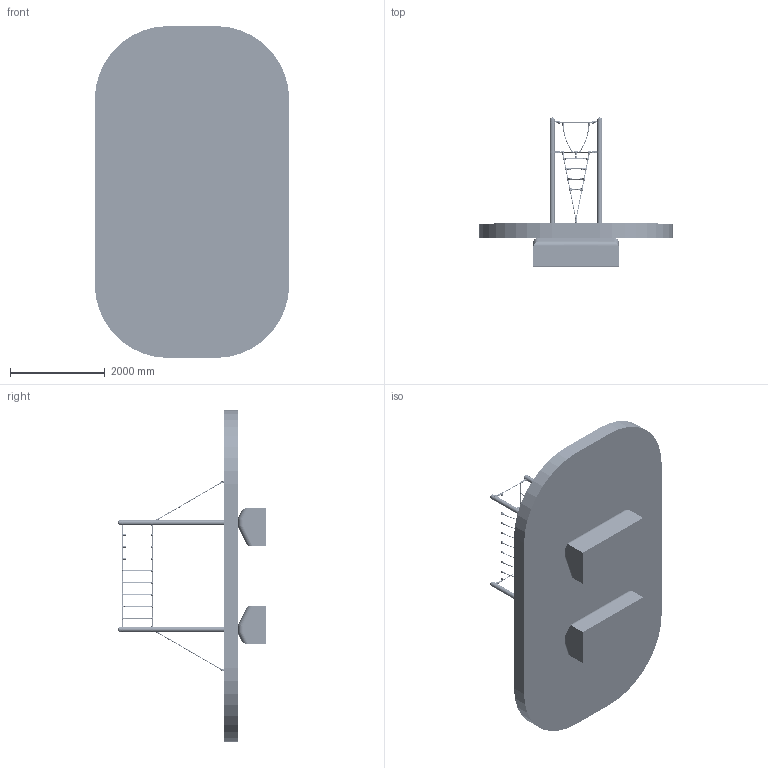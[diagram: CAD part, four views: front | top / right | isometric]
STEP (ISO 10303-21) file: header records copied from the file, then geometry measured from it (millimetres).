
FILE_DESCRIPTION (( 'STEP AP214' ), '1' );
FILE_NAME ('4591-30-6+7.STEP', '2018-09-11T08:59:06', ( '' ), ( '' ), 'SwSTEP 2.0', 'SolidWorks 2018', '' );
FILE_SCHEMA (( 'AUTOMOTIVE_DESIGN' ));
Length unit declared in the file: millimetre
Products named in the file (221): SpiegelnBew. T-Stück Längsträger ; -6+7-Fundamente; -6+7-Knotenkugel ohne; 457-01 - Kunststoff Kausche rot; -6+7-T-Stück fest abgeschnitten; -6+7-Spiegeln55-02-08 - Schäkel M8 geschweift; -6+7-Seil13; -6+7-T-Stück_14_SN; -6+7-Seil6_Standard<Wie bearbeitet>; seil14; -6+7-457-04 - Kunststoff Kausche; -6+7-Seil6; Bew. T-Stück Querträger; -6+7-Sicherheitsbereich; -6+7-Seil2; -6+7-Seil10; -6+7-Seil5_Standard<Wie bearbeitet>; Aufstiegsnetz; 4591-30-6+7; -6+7-Seil-1; T-Stück_14_SN; -6+7-Seil9; -6+7-Seil4_Standard<Wie bearbeitet>; -6+7-Seil7; -6+7-Seil8; -6+7-Seil3_Standard<Wie bearbeitet>; -6+7--6-70-4594-70 - PA-Adapter_; seil14_Standard<Wie bearbeitet>; -6+7-T-Stück fest beidseitig abgeschnitten geä.; -6+7--6-Schelle-4591-30-2; Aufstiegsnetz-Zsmb; -6+7-Seil2_Standard<Wie bearbeitet>; -6+7-T-Stück fest abgeschnitten_Standard<Wie bearbeitet>; Aufstiegsnetz_Standard<Wie bearbeitet>; -6+7-Seil-1_Standard<Wie bearbeitet>; -6+7--6-Abdeckkappe-4591-30-2; -6+7-Seil5; -6+7-Zsmb-4591-30-6; -6+7-Seil4; -6+7-Seil12_Standard<Wie bearbeitet> ...
Assembly tree (165 placements, depth 3):
  SpiegelnBew. T-Stück Längsträger 
  -6+7-Fundamente
  -6+7-Knotenkugel ohne
  457-01 - Kunststoff Kausche rot
  -6+7-T-Stück fest abgeschnitten
Bounding box: 4100 x 3138.96 x 7000 mm (x, y, z)
Volume: 9564378695.5 mm3; surface area: 88417447.7 mm2
Topology: 239 solids, 239 shells, 9742 faces, 26194 edges, 16342 vertices
Faces by surface type: plane 4120, cylinder 2872, torus 1096, cone 1072, bspline 510, sphere 72
Entity records: 52324 total; most frequent: CARTESIAN_POINT 18206, ORIENTED_EDGE 5840, DIRECTION 5671, EDGE_CURVE 2920, AXIS2_PLACEMENT_3D 2157, VERTEX_POINT 1827, VECTOR 1357, LINE 1357
